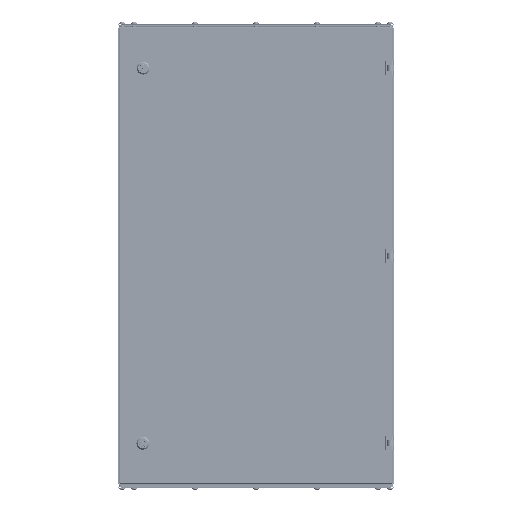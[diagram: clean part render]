
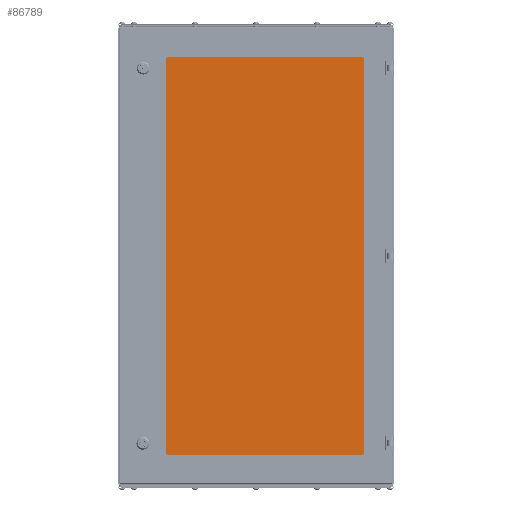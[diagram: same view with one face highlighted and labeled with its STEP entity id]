
A CAD part, top view. The second image highlights one B-rep face of the part: STEP entity #86789.
In plain terms, the highlighted planar face has unit normal (0, 0, 1).
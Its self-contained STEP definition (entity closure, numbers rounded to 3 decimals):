
#596 = CARTESIAN_POINT ( 'NONE',  ( 0., 0., 4. ) ) ;
#4741 = VERTEX_POINT ( 'NONE', #75729 ) ;
#5738 = AXIS2_PLACEMENT_3D ( 'NONE', #596, #55375, #22993 ) ;
#7943 = CIRCLE ( 'NONE', #19421, 10. ) ;
#8199 = EDGE_LOOP ( 'NONE', ( #81956, #68854, #33619, #43195, #36486, #60140, #46804, #65377 ) ) ;
#8610 = PLANE ( 'NONE',  #5738 ) ;
#10803 = CARTESIAN_POINT ( 'NONE',  ( 217.75, -435.5, 4. ) ) ;
#11993 = VERTEX_POINT ( 'NONE', #69999 ) ;
#12963 = DIRECTION ( 'NONE',  ( 0., -1., 0. ) ) ;
#15006 = DIRECTION ( 'NONE',  ( 0., 1., 0. ) ) ;
#16488 = AXIS2_PLACEMENT_3D ( 'NONE', #10803, #53492, #19342 ) ;
#18608 = CARTESIAN_POINT ( 'NONE',  ( -227.75, 445.5, 4. ) ) ;
#19229 = VECTOR ( 'NONE', #54546, 1000. ) ;
#19342 = DIRECTION ( 'NONE',  ( -1., 0., 0. ) ) ;
#19421 = AXIS2_PLACEMENT_3D ( 'NONE', #40348, #73141, #27310 ) ;
#19431 = CARTESIAN_POINT ( 'NONE',  ( -227.75, -445.5, 4. ) ) ;
#22163 = CARTESIAN_POINT ( 'NONE',  ( -227.75, 435.5, 4. ) ) ;
#22993 = DIRECTION ( 'NONE',  ( -1., 0., 0. ) ) ;
#27310 = DIRECTION ( 'NONE',  ( -1., 0., 0. ) ) ;
#27501 = DIRECTION ( 'NONE',  ( 1., 0., 0. ) ) ;
#32339 = VERTEX_POINT ( 'NONE', #59248 ) ;
#32481 = EDGE_CURVE ( 'NONE', #76634, #38236, #61029, .T. ) ;
#33619 = ORIENTED_EDGE ( 'NONE', *, *, #82451, .T. ) ;
#34575 = CIRCLE ( 'NONE', #61803, 10. ) ;
#34685 = VERTEX_POINT ( 'NONE', #54124 ) ;
#36377 = VERTEX_POINT ( 'NONE', #71208 ) ;
#36486 = ORIENTED_EDGE ( 'NONE', *, *, #82947, .T. ) ;
#38236 = VERTEX_POINT ( 'NONE', #65858 ) ;
#40174 = LINE ( 'NONE', #18608, #19229 ) ;
#40348 = CARTESIAN_POINT ( 'NONE',  ( -217.75, -435.5, 4. ) ) ;
#40538 = LINE ( 'NONE', #19431, #81983 ) ;
#42724 = VECTOR ( 'NONE', #15006, 1000. ) ;
#43195 = ORIENTED_EDGE ( 'NONE', *, *, #78852, .T. ) ;
#46804 = ORIENTED_EDGE ( 'NONE', *, *, #32481, .T. ) ;
#49594 = LINE ( 'NONE', #76539, #42724 ) ;
#51969 = CARTESIAN_POINT ( 'NONE',  ( 227.75, -435.5, 4. ) ) ;
#53492 = DIRECTION ( 'NONE',  ( 0., 0., 1. ) ) ;
#54124 = CARTESIAN_POINT ( 'NONE',  ( -217.75, 445.5, 4. ) ) ;
#54546 = DIRECTION ( 'NONE',  ( -1., 0., 0. ) ) ;
#55375 = DIRECTION ( 'NONE',  ( 0., 0., -1. ) ) ;
#57293 = DIRECTION ( 'NONE',  ( -1., 0., 0. ) ) ;
#59248 = CARTESIAN_POINT ( 'NONE',  ( 217.75, -445.5, 4. ) ) ;
#60140 = ORIENTED_EDGE ( 'NONE', *, *, #65388, .T. ) ;
#61029 = LINE ( 'NONE', #74511, #82992 ) ;
#61803 = AXIS2_PLACEMENT_3D ( 'NONE', #68605, #81199, #82525 ) ;
#62537 = FACE_OUTER_BOUND ( 'NONE', #8199, .T. ) ;
#65377 = ORIENTED_EDGE ( 'NONE', *, *, #74547, .T. ) ;
#65388 = EDGE_CURVE ( 'NONE', #34685, #76634, #34575, .T. ) ;
#65858 = CARTESIAN_POINT ( 'NONE',  ( -227.75, -435.5, 4. ) ) ;
#65865 = EDGE_CURVE ( 'NONE', #36377, #32339, #40538, .T. ) ;
#68180 = CIRCLE ( 'NONE', #16488, 10. ) ;
#68605 = CARTESIAN_POINT ( 'NONE',  ( -217.75, 435.5, 4. ) ) ;
#68854 = ORIENTED_EDGE ( 'NONE', *, *, #71277, .T. ) ;
#69749 = CIRCLE ( 'NONE', #86926, 10. ) ;
#69999 = CARTESIAN_POINT ( 'NONE',  ( 227.75, 435.5, 4. ) ) ;
#71208 = CARTESIAN_POINT ( 'NONE',  ( -217.75, -445.5, 4. ) ) ;
#71277 = EDGE_CURVE ( 'NONE', #32339, #77894, #68180, .T. ) ;
#73141 = DIRECTION ( 'NONE',  ( 0., 0., 1. ) ) ;
#74511 = CARTESIAN_POINT ( 'NONE',  ( -227.75, -445.5, 4. ) ) ;
#74547 = EDGE_CURVE ( 'NONE', #38236, #36377, #7943, .T. ) ;
#75729 = CARTESIAN_POINT ( 'NONE',  ( 217.75, 445.5, 4. ) ) ;
#76162 = DIRECTION ( 'NONE',  ( 0., 0., 1. ) ) ;
#76539 = CARTESIAN_POINT ( 'NONE',  ( 227.75, -445.5, 4. ) ) ;
#76634 = VERTEX_POINT ( 'NONE', #22163 ) ;
#77894 = VERTEX_POINT ( 'NONE', #51969 ) ;
#78852 = EDGE_CURVE ( 'NONE', #11993, #4741, #69749, .T. ) ;
#81199 = DIRECTION ( 'NONE',  ( 0., 0., 1. ) ) ;
#81956 = ORIENTED_EDGE ( 'NONE', *, *, #65865, .T. ) ;
#81983 = VECTOR ( 'NONE', #27501, 1000. ) ;
#82451 = EDGE_CURVE ( 'NONE', #77894, #11993, #49594, .T. ) ;
#82525 = DIRECTION ( 'NONE',  ( -1., 0., 0. ) ) ;
#82947 = EDGE_CURVE ( 'NONE', #4741, #34685, #40174, .T. ) ;
#82992 = VECTOR ( 'NONE', #12963, 1000. ) ;
#83803 = CARTESIAN_POINT ( 'NONE',  ( 217.75, 435.5, 4. ) ) ;
#86789 = ADVANCED_FACE ( 'NONE', ( #62537 ), #8610, .F. ) ;
#86926 = AXIS2_PLACEMENT_3D ( 'NONE', #83803, #76162, #57293 ) ;
